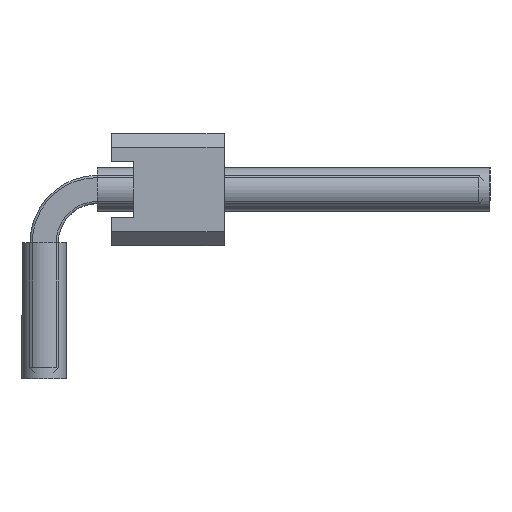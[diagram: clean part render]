
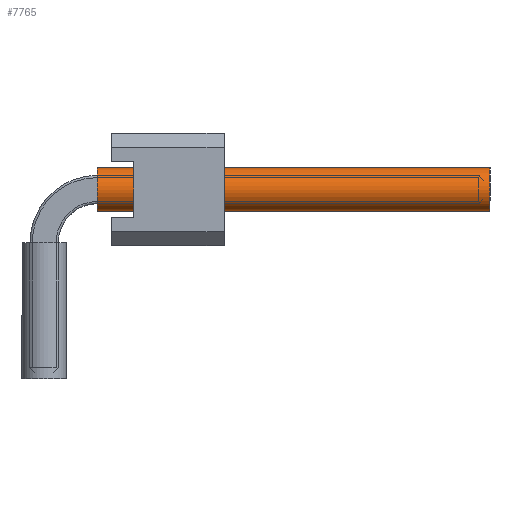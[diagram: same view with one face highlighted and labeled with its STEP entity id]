
A CAD part, left-side view. The second image highlights one B-rep face of the part: STEP entity #7765.
In plain terms, the highlighted cylindrical face has radius 0.5 mm (diameter 1 mm), a full revolution.
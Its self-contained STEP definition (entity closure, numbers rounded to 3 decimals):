
#4374=ORIENTED_EDGE('',*,*,#5480,.F.);
#4375=ORIENTED_EDGE('',*,*,#5481,.T.);
#5480=EDGE_CURVE('',#6216,#6216,#6428,.T.);
#5481=EDGE_CURVE('',#6217,#6217,#6429,.T.);
#6216=VERTEX_POINT('',#12792);
#6217=VERTEX_POINT('',#12794);
#6428=CIRCLE('',#8411,0.5);
#6429=CIRCLE('',#8412,0.5);
#6854=EDGE_LOOP('',(#4374));
#6855=EDGE_LOOP('',(#4375));
#7280=FACE_BOUND('',#6854,.T.);
#7281=FACE_BOUND('',#6855,.T.);
#7389=CYLINDRICAL_SURFACE('',#8410,0.5);
#7765=ADVANCED_FACE('',(#7280,#7281),#7389,.F.);
#8410=AXIS2_PLACEMENT_3D('',#12790,#10521,#10522);
#8411=AXIS2_PLACEMENT_3D('',#12791,#10523,#10524);
#8412=AXIS2_PLACEMENT_3D('',#12793,#10525,#10526);
#10521=DIRECTION('',(1.,0.,0.));
#10522=DIRECTION('',(0.,0.,-1.));
#10523=DIRECTION('',(-1.,0.,0.));
#10524=DIRECTION('',(0.,0.,1.));
#10525=DIRECTION('',(-1.,0.,0.));
#10526=DIRECTION('',(0.,0.,1.));
#12790=CARTESIAN_POINT('',(1.2,0.,4.27));
#12791=CARTESIAN_POINT('',(10.06,0.,4.27));
#12792=CARTESIAN_POINT('',(10.06,0.,4.77));
#12793=CARTESIAN_POINT('',(1.2,0.,4.27));
#12794=CARTESIAN_POINT('',(1.2,0.,4.77));
